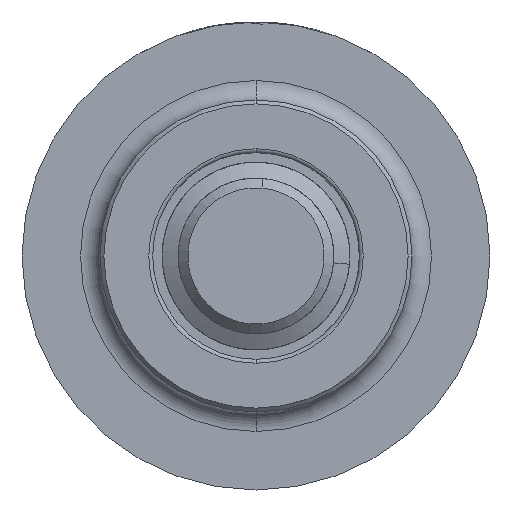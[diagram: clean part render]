
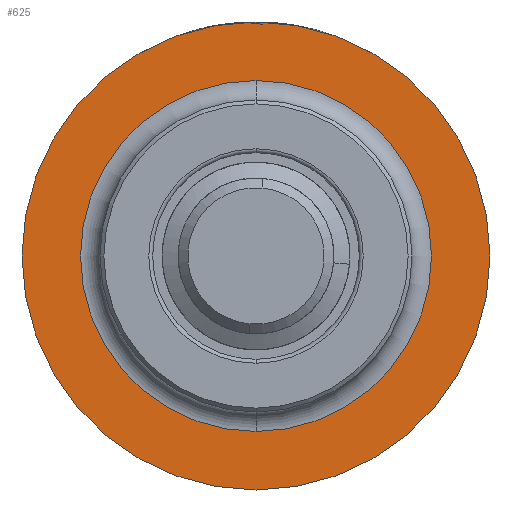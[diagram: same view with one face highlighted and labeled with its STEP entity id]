
A CAD part, front view. The second image highlights one B-rep face of the part: STEP entity #625.
In plain terms, the highlighted planar face has unit normal (0, -1, 0).
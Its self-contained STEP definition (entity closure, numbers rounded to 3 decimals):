
#12 = EDGE_LOOP ( 'NONE', ( #3789, #7121 ) ) ;
#90 = EDGE_CURVE ( 'NONE', #2095, #2561, #3604, .T. ) ;
#464 = DIRECTION ( 'NONE',  ( 0., -1., 0. ) ) ;
#493 = DIRECTION ( 'NONE',  ( 0., -1., 0. ) ) ;
#625 = ADVANCED_FACE ( 'NONE', ( #715, #5714 ), #1559, .T. ) ;
#703 = CIRCLE ( 'NONE', #6310, 12. ) ;
#715 = FACE_OUTER_BOUND ( 'NONE', #1788, .T. ) ;
#1299 = VERTEX_POINT ( 'NONE', #5374 ) ;
#1559 = PLANE ( 'NONE',  #2734 ) ;
#1668 = VERTEX_POINT ( 'NONE', #4089 ) ;
#1788 = EDGE_LOOP ( 'NONE', ( #2151, #3441 ) ) ;
#1789 = DIRECTION ( 'NONE',  ( 0., 0., -1. ) ) ;
#2095 = VERTEX_POINT ( 'NONE', #5309 ) ;
#2151 = ORIENTED_EDGE ( 'NONE', *, *, #7576, .T. ) ;
#2227 = CIRCLE ( 'NONE', #3891, 9. ) ;
#2336 = CARTESIAN_POINT ( 'NONE',  ( 0., 9.42, 0. ) ) ;
#2561 = VERTEX_POINT ( 'NONE', #3946 ) ;
#2618 = CIRCLE ( 'NONE', #6622, 12. ) ;
#2734 = AXIS2_PLACEMENT_3D ( 'NONE', #5865, #2793, #4039 ) ;
#2793 = DIRECTION ( 'NONE',  ( 0., -1., 0. ) ) ;
#2833 = DIRECTION ( 'NONE',  ( 0., 0., -1. ) ) ;
#3000 = DIRECTION ( 'NONE',  ( 0., 0., -1. ) ) ;
#3441 = ORIENTED_EDGE ( 'NONE', *, *, #7461, .T. ) ;
#3604 = CIRCLE ( 'NONE', #4175, 9. ) ;
#3789 = ORIENTED_EDGE ( 'NONE', *, *, #90, .F. ) ;
#3891 = AXIS2_PLACEMENT_3D ( 'NONE', #4134, #464, #4764 ) ;
#3946 = CARTESIAN_POINT ( 'NONE',  ( 0., 9.42, 9. ) ) ;
#4024 = CARTESIAN_POINT ( 'NONE',  ( 0., 9.42, 0. ) ) ;
#4039 = DIRECTION ( 'NONE',  ( 0., 0., -1. ) ) ;
#4089 = CARTESIAN_POINT ( 'NONE',  ( 0., 9.42, -12. ) ) ;
#4134 = CARTESIAN_POINT ( 'NONE',  ( 0., 9.42, 0. ) ) ;
#4175 = AXIS2_PLACEMENT_3D ( 'NONE', #2336, #4242, #1789 ) ;
#4242 = DIRECTION ( 'NONE',  ( 0., -1., 0. ) ) ;
#4764 = DIRECTION ( 'NONE',  ( 0., 0., -1. ) ) ;
#5289 = DIRECTION ( 'NONE',  ( 0., -1., 0. ) ) ;
#5309 = CARTESIAN_POINT ( 'NONE',  ( 0., 9.42, -9. ) ) ;
#5374 = CARTESIAN_POINT ( 'NONE',  ( 0., 9.42, 12. ) ) ;
#5559 = EDGE_CURVE ( 'NONE', #2561, #2095, #2227, .T. ) ;
#5714 = FACE_BOUND ( 'NONE', #12, .T. ) ;
#5865 = CARTESIAN_POINT ( 'NONE',  ( 9., 9.42, 0. ) ) ;
#6310 = AXIS2_PLACEMENT_3D ( 'NONE', #7912, #493, #3000 ) ;
#6622 = AXIS2_PLACEMENT_3D ( 'NONE', #4024, #5289, #2833 ) ;
#7121 = ORIENTED_EDGE ( 'NONE', *, *, #5559, .F. ) ;
#7461 = EDGE_CURVE ( 'NONE', #1299, #1668, #2618, .T. ) ;
#7576 = EDGE_CURVE ( 'NONE', #1668, #1299, #703, .T. ) ;
#7912 = CARTESIAN_POINT ( 'NONE',  ( 0., 9.42, 0. ) ) ;
